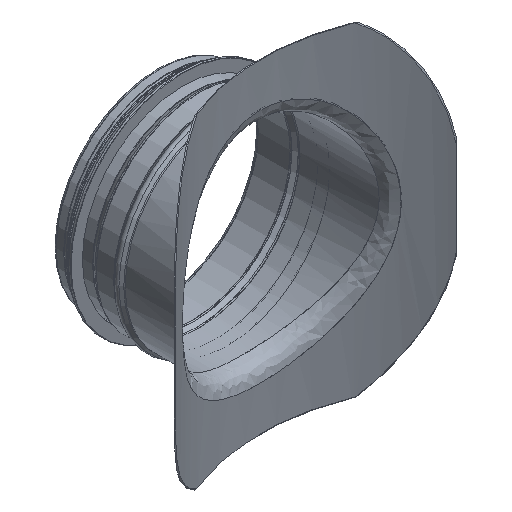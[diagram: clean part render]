
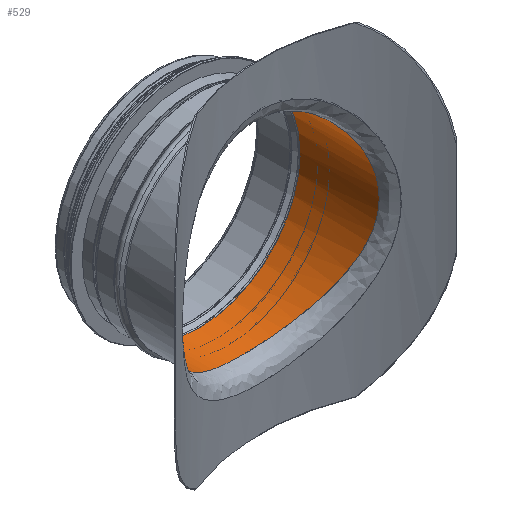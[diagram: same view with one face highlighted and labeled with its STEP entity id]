
A CAD part, isometric view. The second image highlights one B-rep face of the part: STEP entity #529.
In plain terms, the highlighted cylindrical face has radius 61.025 mm (diameter 122.05 mm), a full revolution.
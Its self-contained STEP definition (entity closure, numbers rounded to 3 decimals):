
#254=CARTESIAN_POINT('',(-61.025,112.979,0.0));
#255=VERTEX_POINT('',#254);
#263=CARTESIAN_POINT('',(-61.025,112.979,0.));
#264=CARTESIAN_POINT('',(-61.025,112.979,4.657));
#265=CARTESIAN_POINT('',(-59.949,113.779,13.972));
#266=CARTESIAN_POINT('',(-53.75,118.069,31.305));
#267=CARTESIAN_POINT('',(-41.405,125.115,46.71));
#268=CARTESIAN_POINT('',(-23.015,131.265,57.515));
#269=CARTESIAN_POINT('',(-4.75,133.944,61.809));
#270=CARTESIAN_POINT('',(14.098,133.017,60.349));
#271=CARTESIAN_POINT('',(31.29,128.859,53.438));
#272=CARTESIAN_POINT('',(45.391,122.874,42.082));
#273=CARTESIAN_POINT('',(55.639,116.847,27.18));
#274=CARTESIAN_POINT('',(61.256,112.817,9.476));
#275=CARTESIAN_POINT('',(61.255,112.818,-9.478));
#276=CARTESIAN_POINT('',(55.638,116.847,-27.182));
#277=CARTESIAN_POINT('',(45.391,122.875,-42.082));
#278=CARTESIAN_POINT('',(31.288,128.858,-53.439));
#279=CARTESIAN_POINT('',(14.098,133.017,-60.349));
#280=CARTESIAN_POINT('',(-4.751,133.944,-61.809));
#281=CARTESIAN_POINT('',(-23.016,131.265,-57.515));
#282=CARTESIAN_POINT('',(-41.406,125.114,-46.71));
#283=CARTESIAN_POINT('',(-53.75,118.068,-31.305));
#284=CARTESIAN_POINT('',(-59.949,113.779,-13.97));
#285=CARTESIAN_POINT('',(-61.025,112.979,-4.657));
#286=CARTESIAN_POINT('',(-61.025,112.979,0.));
#287=B_SPLINE_CURVE_WITH_KNOTS('',3,(#263,#264,#265,#266,#267,#268,#269,#270,#271,#272,#273,#274,#275,#276,#277,#278,#279,#280,#281,#282,#283,#284,#285,#286),.UNSPECIFIED.,.T.,.U.,(4,1,1,1,1,1,1,1,1,1,1,1,1,1,1,1,1,1,1,1,1,4),(0.0,1.34,2.679,5.359,7.145,8.932,10.718,12.504,14.29,16.077,17.863,19.649,21.436,23.222,25.008,26.795,28.581,30.367,32.153,34.833,36.173,37.512),.UNSPECIFIED.);
#288=EDGE_CURVE('',#255,#255,#287,.T.);
#510=CARTESIAN_POINT('',(0.,155.35,0.0));
#511=DIRECTION('',(0.,1.0,0.0));
#512=DIRECTION('',(-1.0,0.0,0.0));
#513=AXIS2_PLACEMENT_3D('',#510,#511,#512);
#514=CYLINDRICAL_SURFACE('',#513,61.025);
#515=CARTESIAN_POINT('',(-61.025,160.6,0.0));
#516=VERTEX_POINT('',#515);
#517=CARTESIAN_POINT('',(0.,160.6,0.0));
#518=DIRECTION('',(0.0,1.0,0.0));
#519=DIRECTION('',(-1.0,0.0,0.0));
#520=AXIS2_PLACEMENT_3D('',#517,#518,#519);
#521=CIRCLE('',#520,61.025);
#522=EDGE_CURVE('',#516,#516,#521,.T.);
#523=ORIENTED_EDGE('',*,*,#522,.T.);
#524=EDGE_LOOP('',(#523));
#525=FACE_OUTER_BOUND('',#524,.T.);
#526=ORIENTED_EDGE('',*,*,#288,.F.);
#527=EDGE_LOOP('',(#526));
#528=FACE_BOUND('',#527,.T.);
#529=ADVANCED_FACE('',(#525,#528),#514,.F.);
